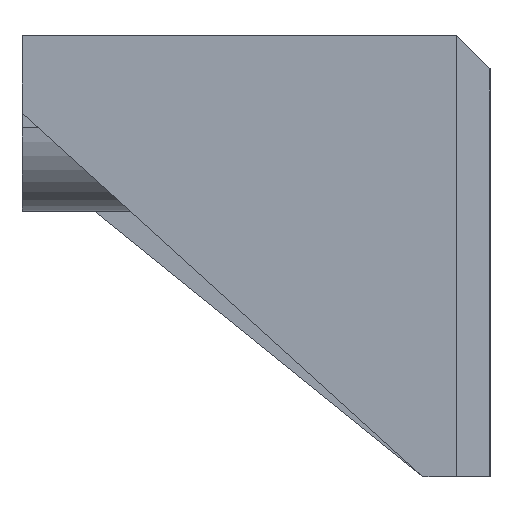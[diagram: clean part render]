
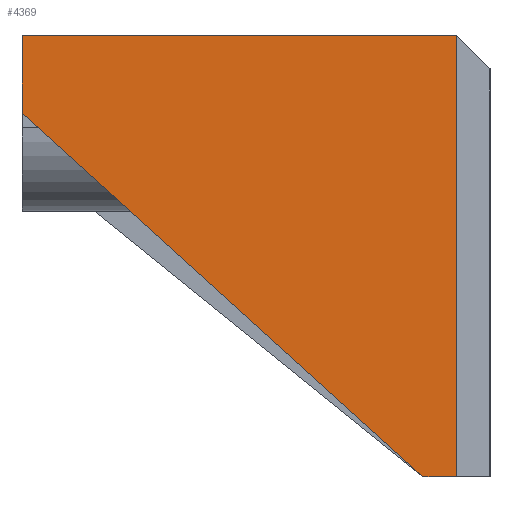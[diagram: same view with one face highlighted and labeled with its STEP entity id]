
A CAD part, left-side view. The second image highlights one B-rep face of the part: STEP entity #4369.
In plain terms, the highlighted planar face has unit normal (-1, 0, 0).
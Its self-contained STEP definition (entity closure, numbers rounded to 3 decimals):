
#612=FACE_OUTER_BOUND('',#862,.T.);
#862=EDGE_LOOP('',(#3995,#3996,#3997,#3998,#3999));
#1166=LINE('',#7764,#1568);
#1176=LINE('',#7788,#1578);
#1232=LINE('',#7950,#1634);
#1234=LINE('',#7954,#1636);
#1259=LINE('',#8010,#1661);
#1568=VECTOR('',#5242,10.);
#1578=VECTOR('',#5262,10.);
#1634=VECTOR('',#5430,10.);
#1636=VECTOR('',#5434,10.);
#1661=VECTOR('',#5489,10.);
#2016=VERTEX_POINT('',#7758);
#2017=VERTEX_POINT('',#7763);
#2026=VERTEX_POINT('',#7787);
#2076=VERTEX_POINT('',#7949);
#2077=VERTEX_POINT('',#7953);
#2602=EDGE_CURVE('',#2016,#2017,#1166,.T.);
#2614=EDGE_CURVE('',#2017,#2026,#1176,.T.);
#2694=EDGE_CURVE('',#2076,#2026,#1232,.T.);
#2696=EDGE_CURVE('',#2076,#2077,#1234,.T.);
#2726=EDGE_CURVE('',#2016,#2077,#1259,.T.);
#3995=ORIENTED_EDGE('',*,*,#2602,.F.);
#3996=ORIENTED_EDGE('',*,*,#2726,.T.);
#3997=ORIENTED_EDGE('',*,*,#2696,.F.);
#3998=ORIENTED_EDGE('',*,*,#2694,.T.);
#3999=ORIENTED_EDGE('',*,*,#2614,.F.);
#4138=PLANE('',#4634);
#4369=ADVANCED_FACE('',(#612),#4138,.T.);
#4634=AXIS2_PLACEMENT_3D('',#8028,#5513,#5514);
#5242=DIRECTION('',(0.,0.,-1.));
#5262=DIRECTION('',(0.,1.,0.));
#5430=DIRECTION('',(0.,-0.741,-0.671));
#5434=DIRECTION('',(0.,0.,1.));
#5489=DIRECTION('',(0.,1.,0.));
#5513=DIRECTION('center_axis',(-1.,0.,0.));
#5514=DIRECTION('ref_axis',(0.,0.,1.));
#7758=CARTESIAN_POINT('',(-50.3,2.,13.15));
#7763=CARTESIAN_POINT('',(-50.3,2.,-13.15));
#7764=CARTESIAN_POINT('',(-50.3,2.,-6.575));
#7787=CARTESIAN_POINT('',(-50.3,4.,-13.15));
#7788=CARTESIAN_POINT('',(-50.3,0.,-13.15));
#7949=CARTESIAN_POINT('',(-50.3,27.9,8.504));
#7950=CARTESIAN_POINT('',(-50.3,14.852,-3.318));
#7953=CARTESIAN_POINT('',(-50.3,27.9,13.15));
#7954=CARTESIAN_POINT('',(-50.3,27.9,-13.15));
#8010=CARTESIAN_POINT('',(-50.3,0.,13.15));
#8028=CARTESIAN_POINT('Origin',(-50.3,0.,-13.15));
